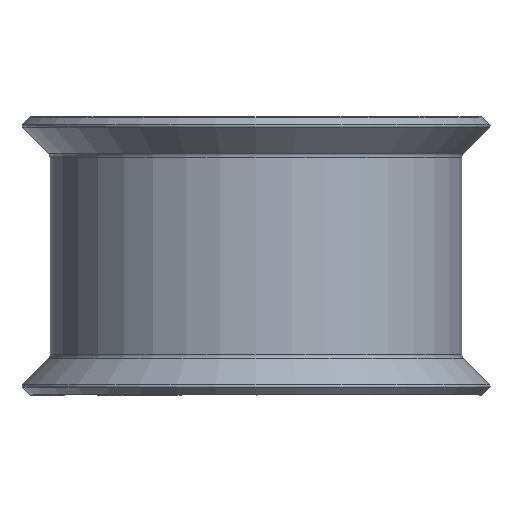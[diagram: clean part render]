
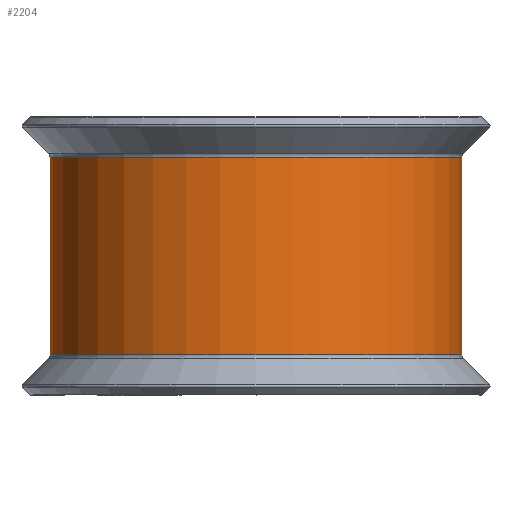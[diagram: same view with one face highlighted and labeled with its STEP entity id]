
A CAD part, front view. The second image highlights one B-rep face of the part: STEP entity #2204.
In plain terms, the highlighted cylindrical face has radius 9.36 mm (diameter 18.72 mm), a partial arc.
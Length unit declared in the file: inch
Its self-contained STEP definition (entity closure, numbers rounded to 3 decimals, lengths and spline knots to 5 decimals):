
#114 = EDGE_CURVE ( 'NONE', #449, #641, #1997, .T. ) ;
#232 = ORIENTED_EDGE ( 'NONE', *, *, #3028, .T. ) ;
#336 = CARTESIAN_POINT ( 'NONE',  ( 0.3435, -0.3495, 0.17722 ) ) ;
#386 = CYLINDRICAL_SURFACE ( 'NONE', #491, 0.3685 ) ;
#418 = DIRECTION ( 'NONE',  ( 0., 0., -1. ) ) ;
#449 = VERTEX_POINT ( 'NONE', #336 ) ;
#468 = FACE_OUTER_BOUND ( 'NONE', #1239, .T. ) ;
#491 = AXIS2_PLACEMENT_3D ( 'NONE', #1105, #1827, #2798 ) ;
#555 = CARTESIAN_POINT ( 'NONE',  ( 0.3435, -0.3495, -0.17722 ) ) ;
#598 = VERTEX_POINT ( 'NONE', #1042 ) ;
#641 = VERTEX_POINT ( 'NONE', #555 ) ;
#688 = ORIENTED_EDGE ( 'NONE', *, *, #1516, .F. ) ;
#689 = CARTESIAN_POINT ( 'NONE',  ( 0.3435, -0.718, -0.17722 ) ) ;
#856 = CIRCLE ( 'NONE', #1541, 0.3685 ) ;
#934 = DIRECTION ( 'NONE',  ( -1., 0., 0. ) ) ;
#1042 = CARTESIAN_POINT ( 'NONE',  ( -0.025, -0.718, -0.17722 ) ) ;
#1105 = CARTESIAN_POINT ( 'NONE',  ( 0.3435, -0.718, 0.25 ) ) ;
#1239 = EDGE_LOOP ( 'NONE', ( #232, #688, #2495, #2739 ) ) ;
#1257 = VECTOR ( 'NONE', #2538, 39.37008 ) ;
#1516 = EDGE_CURVE ( 'NONE', #641, #598, #2725, .T. ) ;
#1541 = AXIS2_PLACEMENT_3D ( 'NONE', #1907, #418, #2158 ) ;
#1827 = DIRECTION ( 'NONE',  ( 0., 0., -1. ) ) ;
#1907 = CARTESIAN_POINT ( 'NONE',  ( 0.3435, -0.718, 0.17722 ) ) ;
#1997 = LINE ( 'NONE', #2958, #1257 ) ;
#2016 = AXIS2_PLACEMENT_3D ( 'NONE', #689, #2412, #934 ) ;
#2134 = EDGE_CURVE ( 'NONE', #449, #2346, #856, .T. ) ;
#2158 = DIRECTION ( 'NONE',  ( -1., 0., 0. ) ) ;
#2186 = CARTESIAN_POINT ( 'NONE',  ( -0.025, -0.718, 0.25 ) ) ;
#2204 = ADVANCED_FACE ( 'NONE', ( #468 ), #386, .T. ) ;
#2346 = VERTEX_POINT ( 'NONE', #2379 ) ;
#2379 = CARTESIAN_POINT ( 'NONE',  ( -0.025, -0.718, 0.17722 ) ) ;
#2412 = DIRECTION ( 'NONE',  ( 0., 0., -1. ) ) ;
#2495 = ORIENTED_EDGE ( 'NONE', *, *, #114, .F. ) ;
#2538 = DIRECTION ( 'NONE',  ( 0., 0., -1. ) ) ;
#2725 = CIRCLE ( 'NONE', #2016, 0.3685 ) ;
#2739 = ORIENTED_EDGE ( 'NONE', *, *, #2134, .T. ) ;
#2798 = DIRECTION ( 'NONE',  ( -1., 0., 0. ) ) ;
#2893 = DIRECTION ( 'NONE',  ( 0., 0., -1. ) ) ;
#2958 = CARTESIAN_POINT ( 'NONE',  ( 0.3435, -0.3495, 0.25 ) ) ;
#2974 = VECTOR ( 'NONE', #2893, 39.37008 ) ;
#3028 = EDGE_CURVE ( 'NONE', #2346, #598, #3050, .T. ) ;
#3050 = LINE ( 'NONE', #2186, #2974 ) ;
